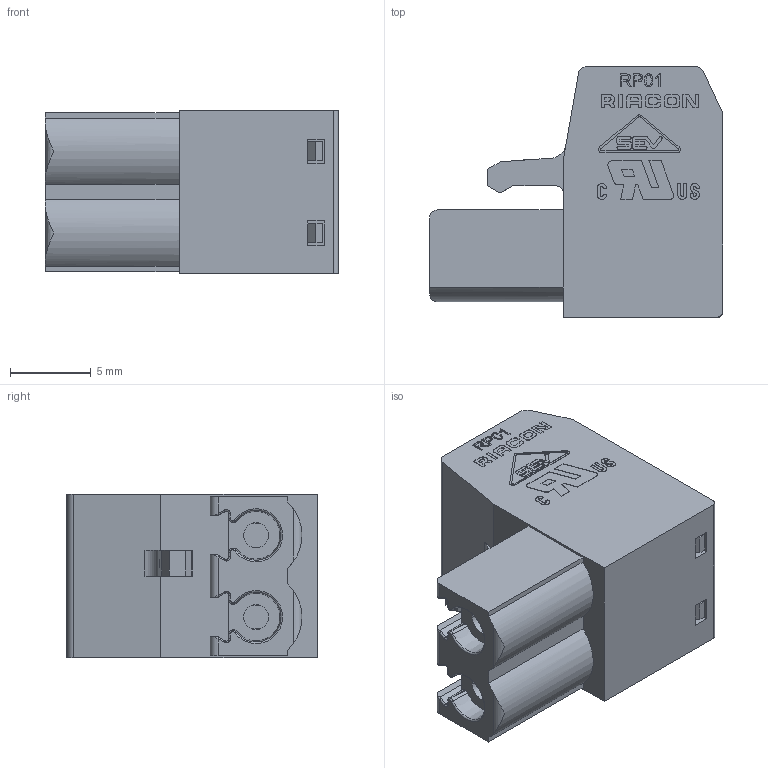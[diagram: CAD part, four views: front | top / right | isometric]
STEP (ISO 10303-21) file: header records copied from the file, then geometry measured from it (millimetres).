
FILE_DESCRIPTION((''),'2;1');
FILE_NAME('E0005311_SW0003_1','2020-03-30T08:46:32',('antonh'),(''),'CREO PARAMETRIC BY PTC INC, 2018420','CREO PARAMETRIC BY PTC INC, 2018420','');
FILE_SCHEMA(('CONFIG_CONTROL_DESIGN'));
Length unit declared in the file: millimetre
Products named in the file (1): E0005311_SW0003_1
Bounding box: 18.2 x 15.55 x 10.18 mm (x, y, z)
Volume: 1716.6 mm3; surface area: 2085.9 mm2
Topology: 1 solids, 1 shells, 652 faces, 1784 edges, 1158 vertices
Faces by surface type: plane 433, cylinder 125, extrusion 51, bspline 15, cone 14, torus 14
Entity records: 22051 total; most frequent: CARTESIAN_POINT 5621, ORIENTED_EDGE 3568, DIRECTION 3110, EDGE_CURVE 1784, VECTOR 1378, LINE 1327, VERTEX_POINT 1158, AXIS2_PLACEMENT_3D 866
